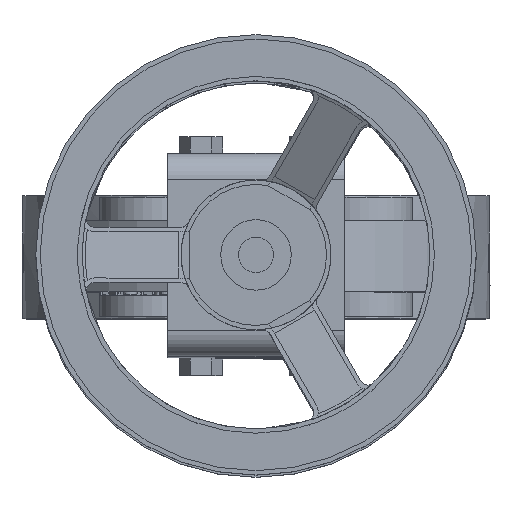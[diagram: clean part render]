
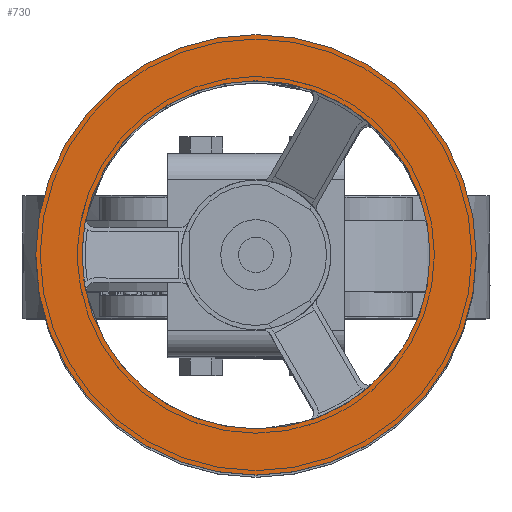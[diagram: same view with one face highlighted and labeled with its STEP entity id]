
A CAD part, top view. The second image highlights one B-rep face of the part: STEP entity #730.
In plain terms, the highlighted planar face has unit normal (0, 0, 1).
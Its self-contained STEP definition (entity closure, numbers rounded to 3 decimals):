
#730 = ADVANCED_FACE( '', ( #2109, #2110 ), #2111, .T. );
#2109 = FACE_BOUND( '', #4311, .T. );
#2110 = FACE_OUTER_BOUND( '', #4312, .T. );
#2111 = PLANE( '', #4313 );
#4311 = EDGE_LOOP( '', ( #7556 ) );
#4312 = EDGE_LOOP( '', ( #7557 ) );
#4313 = AXIS2_PLACEMENT_3D( '', #7558, #7559, #7560 );
#7556 = ORIENTED_EDGE( '', *, *, #15569, .T. );
#7557 = ORIENTED_EDGE( '', *, *, #15570, .F. );
#7558 = CARTESIAN_POINT( '', ( -100., 0., 50. ) );
#7559 = DIRECTION( '', ( 0., 0., 1. ) );
#7560 = DIRECTION( '', ( 1., 0., 0. ) );
#15569 = EDGE_CURVE( '', #17912, #17912, #17913, .T. );
#15570 = EDGE_CURVE( '', #17914, #17914, #17915, .T. );
#17912 = VERTEX_POINT( '', #21481 );
#17913 = CIRCLE( '', #21482, 79. );
#17914 = VERTEX_POINT( '', #21483 );
#17915 = CIRCLE( '', #21484, 100. );
#21481 = CARTESIAN_POINT( '', ( -79., 0., 50. ) );
#21482 = AXIS2_PLACEMENT_3D( '', #32117, #32118, #32119 );
#21483 = CARTESIAN_POINT( '', ( -100., 0., 50. ) );
#21484 = AXIS2_PLACEMENT_3D( '', #32120, #32121, #32122 );
#32117 = CARTESIAN_POINT( '', ( 0., 0., 50. ) );
#32118 = DIRECTION( '', ( 0., 0., -1. ) );
#32119 = DIRECTION( '', ( -1., 0., 0. ) );
#32120 = CARTESIAN_POINT( '', ( 0., 0., 50. ) );
#32121 = DIRECTION( '', ( 0., 0., -1. ) );
#32122 = DIRECTION( '', ( -1., 0., 0. ) );
